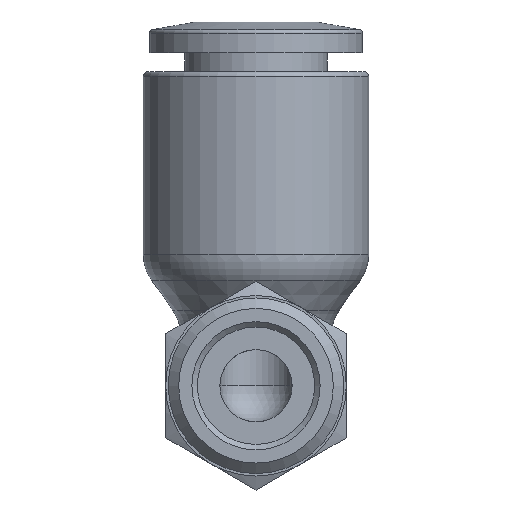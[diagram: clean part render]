
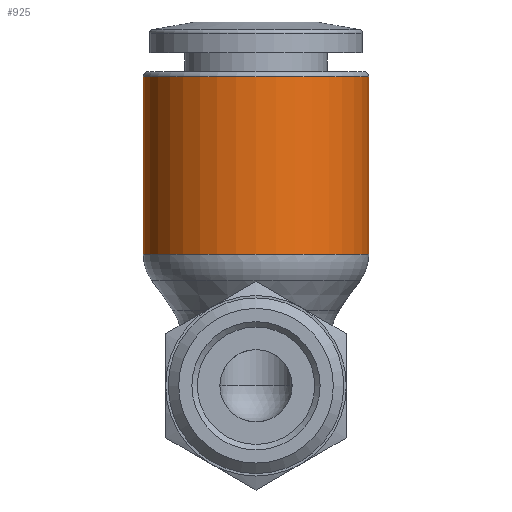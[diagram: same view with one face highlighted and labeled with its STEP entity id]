
A CAD part, front view. The second image highlights one B-rep face of the part: STEP entity #925.
In plain terms, the highlighted cylindrical face has radius 6.25 mm (diameter 12.5 mm), a full revolution.
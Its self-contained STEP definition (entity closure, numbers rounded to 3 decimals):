
#116=CIRCLE('',#1000,6.25);
#117=CIRCLE('',#1002,6.25);
#184=ORIENTED_EDGE('',*,*,#327,.F.);
#185=ORIENTED_EDGE('',*,*,#326,.T.);
#326=EDGE_CURVE('',#394,#394,#116,.T.);
#327=EDGE_CURVE('',#395,#395,#117,.T.);
#394=VERTEX_POINT('',#1372);
#395=VERTEX_POINT('',#1375);
#449=EDGE_LOOP('',(#184));
#450=EDGE_LOOP('',(#185));
#521=FACE_BOUND('',#449,.T.);
#522=FACE_BOUND('',#450,.T.);
#569=CYLINDRICAL_SURFACE('',#1001,6.25);
#925=ADVANCED_FACE('',(#521,#522),#569,.T.);
#1000=AXIS2_PLACEMENT_3D('',#1371,#1133,#1134);
#1001=AXIS2_PLACEMENT_3D('',#1373,#1135,#1136);
#1002=AXIS2_PLACEMENT_3D('',#1374,#1137,#1138);
#1133=DIRECTION('',(0.,0.,-1.));
#1134=DIRECTION('',(-1.,0.,0.));
#1135=DIRECTION('',(0.,0.,-1.));
#1136=DIRECTION('',(-1.,0.,0.));
#1137=DIRECTION('',(0.,0.,-1.));
#1138=DIRECTION('',(-1.,0.,0.));
#1371=CARTESIAN_POINT('',(0.,20.,17.1));
#1372=CARTESIAN_POINT('',(-6.25,20.,17.1));
#1373=CARTESIAN_POINT('',(0.,20.,0.));
#1374=CARTESIAN_POINT('',(0.,20.,7.288));
#1375=CARTESIAN_POINT('',(-6.25,20.,7.288));
